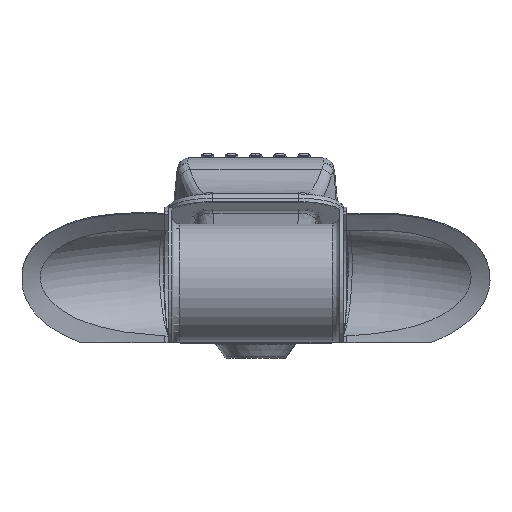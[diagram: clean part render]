
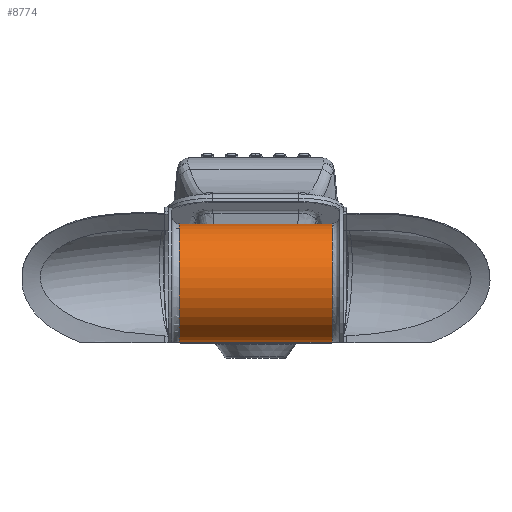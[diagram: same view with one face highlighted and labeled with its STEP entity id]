
A CAD part, front view. The second image highlights one B-rep face of the part: STEP entity #8774.
In plain terms, the highlighted cylindrical face has radius 98.5 mm (diameter 197 mm), a partial arc.
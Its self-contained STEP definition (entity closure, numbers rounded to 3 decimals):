
#436=CYLINDRICAL_SURFACE('',#9484,98.5);
#754=CIRCLE('',#9483,98.5);
#755=CIRCLE('',#9485,98.5);
#1257=FACE_OUTER_BOUND('',#1799,.T.);
#1799=EDGE_LOOP('',(#6887,#6888,#6889,#6890));
#2768=LINE('',#43268,#3070);
#2775=LINE('',#43348,#3077);
#3070=VECTOR('',#10837,253.);
#3077=VECTOR('',#10844,253.);
#3657=VERTEX_POINT('',#43248);
#3658=VERTEX_POINT('',#43267);
#3667=VERTEX_POINT('',#43328);
#3668=VERTEX_POINT('',#43347);
#4772=EDGE_CURVE('',#3658,#3657,#2768,.T.);
#4782=EDGE_CURVE('',#3668,#3667,#2775,.T.);
#4794=EDGE_CURVE('',#3667,#3658,#754,.T.);
#4795=EDGE_CURVE('',#3668,#3657,#755,.T.);
#6887=ORIENTED_EDGE('',*,*,#4772,.T.);
#6888=ORIENTED_EDGE('',*,*,#4795,.F.);
#6889=ORIENTED_EDGE('',*,*,#4782,.T.);
#6890=ORIENTED_EDGE('',*,*,#4794,.T.);
#8774=ADVANCED_FACE('',(#1257),#436,.T.);
#9483=AXIS2_PLACEMENT_3D('',#43387,#10872,#10873);
#9484=AXIS2_PLACEMENT_3D('',#43388,#10874,#10875);
#9485=AXIS2_PLACEMENT_3D('',#43389,#10876,#10877);
#10837=DIRECTION('',(1.,0.,0.));
#10844=DIRECTION('',(-1.,0.,0.));
#10872=DIRECTION('center_axis',(1.,0.,0.));
#10873=DIRECTION('ref_axis',(0.,-1.,0.));
#10874=DIRECTION('center_axis',(1.,0.,0.));
#10875=DIRECTION('ref_axis',(0.,-1.,0.));
#10876=DIRECTION('center_axis',(1.,0.,0.));
#10877=DIRECTION('ref_axis',(0.,-1.,0.));
#43248=CARTESIAN_POINT('',(126.5,-258.024,1.5));
#43267=CARTESIAN_POINT('',(-126.5,-258.024,1.5));
#43268=CARTESIAN_POINT('',(0.,-258.024,1.5));
#43328=CARTESIAN_POINT('',(-126.5,-238.2,1.5));
#43347=CARTESIAN_POINT('',(126.5,-238.2,1.5));
#43348=CARTESIAN_POINT('',(0.,-238.2,1.5));
#43387=CARTESIAN_POINT('Origin',(-126.5,-248.112,99.5));
#43388=CARTESIAN_POINT('Origin',(0.,-248.112,
99.5));
#43389=CARTESIAN_POINT('Origin',(126.5,-248.112,99.5));
